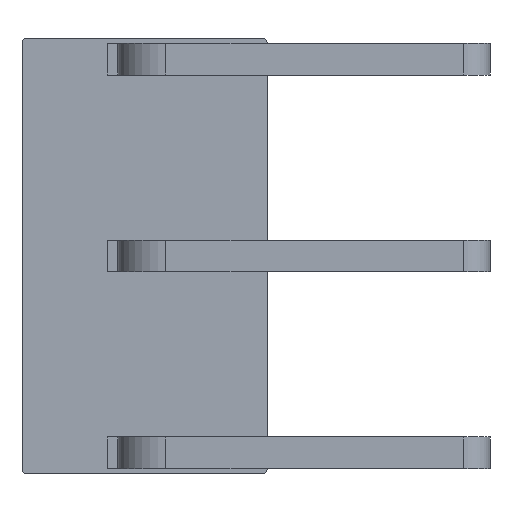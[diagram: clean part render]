
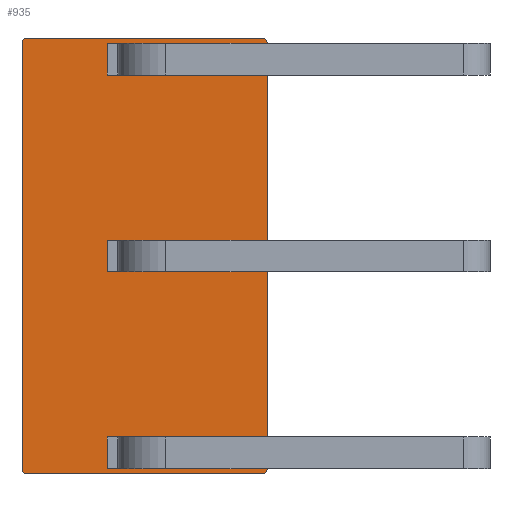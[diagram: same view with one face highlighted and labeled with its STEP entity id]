
A CAD part, front view. The second image highlights one B-rep face of the part: STEP entity #935.
In plain terms, the highlighted planar face has unit normal (0, -1, 0).
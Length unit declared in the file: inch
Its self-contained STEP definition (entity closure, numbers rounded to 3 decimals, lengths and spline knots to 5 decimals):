
#13=FACE_BOUND($,#125,.T.);
#14=FACE_BOUND($,#126,.T.);
#15=FACE_BOUND($,#127,.T.);
#16=FACE_BOUND($,#128,.T.);
#125=EDGE_LOOP($,(#824,#825,#826,#827));
#126=EDGE_LOOP($,(#828,#829,#830,#831));
#127=EDGE_LOOP($,(#832,#833,#834,#835));
#128=EDGE_LOOP($,(#836,#837,#838,#839,#840,#841,#842,#843));
#149=CIRCLE($,#999,0.00512);
#151=CIRCLE($,#1003,0.00512);
#153=CIRCLE($,#1007,0.00512);
#155=CIRCLE($,#1011,0.00512);
#158=LINE($,#1281,#264);
#167=LINE($,#1304,#273);
#184=LINE($,#1344,#290);
#185=LINE($,#1346,#291);
#188=LINE($,#1354,#294);
#197=LINE($,#1377,#303);
#214=LINE($,#1417,#320);
#215=LINE($,#1419,#321);
#218=LINE($,#1427,#324);
#227=LINE($,#1450,#333);
#244=LINE($,#1490,#350);
#245=LINE($,#1492,#351);
#250=LINE($,#1507,#356);
#254=LINE($,#1519,#360);
#258=LINE($,#1531,#364);
#261=LINE($,#1540,#367);
#264=VECTOR($,#1021,0.07);
#273=VECTOR($,#1038,0.03);
#290=VECTOR($,#1081,0.03);
#291=VECTOR($,#1084,0.07);
#294=VECTOR($,#1089,0.07);
#303=VECTOR($,#1106,0.03);
#320=VECTOR($,#1149,0.03);
#321=VECTOR($,#1152,0.07);
#324=VECTOR($,#1157,0.07);
#333=VECTOR($,#1174,0.03);
#350=VECTOR($,#1217,0.03);
#351=VECTOR($,#1220,0.07);
#356=VECTOR($,#1233,0.22013);
#360=VECTOR($,#1245,0.39936);
#364=VECTOR($,#1257,0.22013);
#367=VECTOR($,#1268,0.39936);
#370=VERTEX_POINT($,#1278);
#371=VERTEX_POINT($,#1280);
#380=VERTEX_POINT($,#1300);
#391=VERTEX_POINT($,#1342);
#394=VERTEX_POINT($,#1351);
#395=VERTEX_POINT($,#1353);
#404=VERTEX_POINT($,#1373);
#415=VERTEX_POINT($,#1415);
#418=VERTEX_POINT($,#1424);
#419=VERTEX_POINT($,#1426);
#428=VERTEX_POINT($,#1446);
#439=VERTEX_POINT($,#1488);
#442=VERTEX_POINT($,#1497);
#443=VERTEX_POINT($,#1499);
#445=VERTEX_POINT($,#1505);
#447=VERTEX_POINT($,#1511);
#449=VERTEX_POINT($,#1517);
#451=VERTEX_POINT($,#1523);
#453=VERTEX_POINT($,#1529);
#455=VERTEX_POINT($,#1535);
#458=EDGE_CURVE($,#371,#370,#158,.T.);
#470=EDGE_CURVE($,#380,#371,#167,.T.);
#490=EDGE_CURVE($,#370,#391,#184,.T.);
#491=EDGE_CURVE($,#391,#380,#185,.T.);
#494=EDGE_CURVE($,#395,#394,#188,.T.);
#506=EDGE_CURVE($,#404,#395,#197,.T.);
#526=EDGE_CURVE($,#394,#415,#214,.T.);
#527=EDGE_CURVE($,#415,#404,#215,.T.);
#530=EDGE_CURVE($,#419,#418,#218,.T.);
#542=EDGE_CURVE($,#428,#419,#227,.T.);
#562=EDGE_CURVE($,#418,#439,#244,.T.);
#563=EDGE_CURVE($,#439,#428,#245,.T.);
#566=EDGE_CURVE($,#442,#443,#149,.T.);
#570=EDGE_CURVE($,#445,#442,#250,.T.);
#573=EDGE_CURVE($,#447,#445,#151,.T.);
#576=EDGE_CURVE($,#449,#447,#254,.T.);
#579=EDGE_CURVE($,#451,#449,#153,.T.);
#582=EDGE_CURVE($,#453,#451,#258,.T.);
#585=EDGE_CURVE($,#455,#453,#155,.T.);
#587=EDGE_CURVE($,#443,#455,#261,.T.);
#824=ORIENTED_EDGE($,*,*,#458,.T.);
#825=ORIENTED_EDGE($,*,*,#490,.T.);
#826=ORIENTED_EDGE($,*,*,#491,.T.);
#827=ORIENTED_EDGE($,*,*,#470,.T.);
#828=ORIENTED_EDGE($,*,*,#494,.T.);
#829=ORIENTED_EDGE($,*,*,#526,.T.);
#830=ORIENTED_EDGE($,*,*,#527,.T.);
#831=ORIENTED_EDGE($,*,*,#506,.T.);
#832=ORIENTED_EDGE($,*,*,#530,.T.);
#833=ORIENTED_EDGE($,*,*,#562,.T.);
#834=ORIENTED_EDGE($,*,*,#563,.T.);
#835=ORIENTED_EDGE($,*,*,#542,.T.);
#836=ORIENTED_EDGE($,*,*,#587,.F.);
#837=ORIENTED_EDGE($,*,*,#566,.F.);
#838=ORIENTED_EDGE($,*,*,#570,.F.);
#839=ORIENTED_EDGE($,*,*,#573,.F.);
#840=ORIENTED_EDGE($,*,*,#576,.F.);
#841=ORIENTED_EDGE($,*,*,#579,.F.);
#842=ORIENTED_EDGE($,*,*,#582,.F.);
#843=ORIENTED_EDGE($,*,*,#585,.F.);
#886=PLANE($,#1013);
#935=ADVANCED_FACE($,(#13,#14,#15,#16),#886,.F.);
#999=AXIS2_PLACEMENT_3D($,#1500,#1226,#1227);
#1003=AXIS2_PLACEMENT_3D($,#1513,#1239,#1240);
#1007=AXIS2_PLACEMENT_3D($,#1525,#1251,#1252);
#1011=AXIS2_PLACEMENT_3D($,#1537,#1263,#1264);
#1013=AXIS2_PLACEMENT_3D($,#1541,#1269,#1270);
#1021=DIRECTION($,(-1.,0.,0.));
#1038=DIRECTION($,(0.,0.,-1.));
#1081=DIRECTION($,(0.,0.,1.));
#1084=DIRECTION($,(1.,0.,0.));
#1089=DIRECTION($,(-1.,0.,0.));
#1106=DIRECTION($,(0.,0.,-1.));
#1149=DIRECTION($,(0.,0.,1.));
#1152=DIRECTION($,(1.,0.,0.));
#1157=DIRECTION($,(-1.,0.,0.));
#1174=DIRECTION($,(0.,0.,-1.));
#1217=DIRECTION($,(0.,0.,1.));
#1220=DIRECTION($,(1.,0.,0.));
#1226=DIRECTION('center_axis',(0.,1.,0.));
#1227=DIRECTION('ref_axis',(0.,0.,-1.));
#1233=DIRECTION($,(-1.,0.,0.));
#1239=DIRECTION('center_axis',(0.,1.,0.));
#1240=DIRECTION('ref_axis',(1.,0.,0.));
#1245=DIRECTION($,(0.,0.,-1.));
#1251=DIRECTION('center_axis',(0.,1.,0.));
#1252=DIRECTION('ref_axis',(0.,0.,1.));
#1257=DIRECTION($,(1.,0.,0.));
#1263=DIRECTION('center_axis',(0.,1.,0.));
#1264=DIRECTION('ref_axis',(-1.,0.,0.));
#1268=DIRECTION($,(0.,0.,1.));
#1269=DIRECTION('center_axis',(0.,1.,0.));
#1270=DIRECTION('ref_axis',(0.,0.,1.));
#1278=CARTESIAN_POINT('',(-0.035,0.,0.17));
#1280=CARTESIAN_POINT('',(0.035,0.,0.17));
#1281=CARTESIAN_POINT($,(0.05813,0.,0.17));
#1300=CARTESIAN_POINT('',(0.035,0.,0.2));
#1304=CARTESIAN_POINT($,(0.035,0.,0.0925));
#1342=CARTESIAN_POINT('',(-0.035,0.,0.2));
#1344=CARTESIAN_POINT($,(-0.035,0.,0.0925));
#1346=CARTESIAN_POINT($,(0.05813,0.,0.2));
#1351=CARTESIAN_POINT('',(-0.035,0.,-0.015));
#1353=CARTESIAN_POINT('',(0.035,0.,-0.015));
#1354=CARTESIAN_POINT($,(0.05813,0.,-0.015));
#1373=CARTESIAN_POINT('',(0.035,0.,0.015));
#1377=CARTESIAN_POINT($,(0.035,0.,0.));
#1415=CARTESIAN_POINT('',(-0.035,0.,0.015));
#1417=CARTESIAN_POINT($,(-0.035,0.,0.));
#1419=CARTESIAN_POINT($,(0.05813,0.,0.015));
#1424=CARTESIAN_POINT('',(-0.035,0.,-0.2));
#1426=CARTESIAN_POINT('',(0.035,0.,-0.2));
#1427=CARTESIAN_POINT($,(0.05813,0.,-0.2));
#1446=CARTESIAN_POINT('',(0.035,0.,-0.17));
#1450=CARTESIAN_POINT($,(0.035,0.,-0.0925));
#1488=CARTESIAN_POINT('',(-0.035,0.,-0.17));
#1490=CARTESIAN_POINT($,(-0.035,0.,-0.0925));
#1492=CARTESIAN_POINT($,(0.05813,0.,-0.17));
#1497=CARTESIAN_POINT('',(-0.11007,0.,-0.2048));
#1499=CARTESIAN_POINT('',(-0.11519,0.,-0.19968));
#1500=CARTESIAN_POINT('Origin',(-0.11007,0.,-0.19968));
#1505=CARTESIAN_POINT('',(0.11007,0.,-0.2048));
#1507=CARTESIAN_POINT($,(0.11007,0.,-0.2048));
#1511=CARTESIAN_POINT('',(0.11519,0.,-0.19968));
#1513=CARTESIAN_POINT('Origin',(0.11007,0.,-0.19968));
#1517=CARTESIAN_POINT('',(0.11519,0.,0.19968));
#1519=CARTESIAN_POINT($,(0.11519,0.,0.19968));
#1523=CARTESIAN_POINT('',(0.11007,0.,0.2048));
#1525=CARTESIAN_POINT('Origin',(0.11007,0.,0.19968));
#1529=CARTESIAN_POINT('',(-0.11007,0.,0.2048));
#1531=CARTESIAN_POINT($,(-0.11007,0.,0.2048));
#1535=CARTESIAN_POINT('',(-0.11519,0.,0.19968));
#1537=CARTESIAN_POINT('Origin',(-0.11007,0.,0.19968));
#1540=CARTESIAN_POINT($,(-0.11519,0.,-0.19968));
#1541=CARTESIAN_POINT('Origin',(0.,0.,0.));
